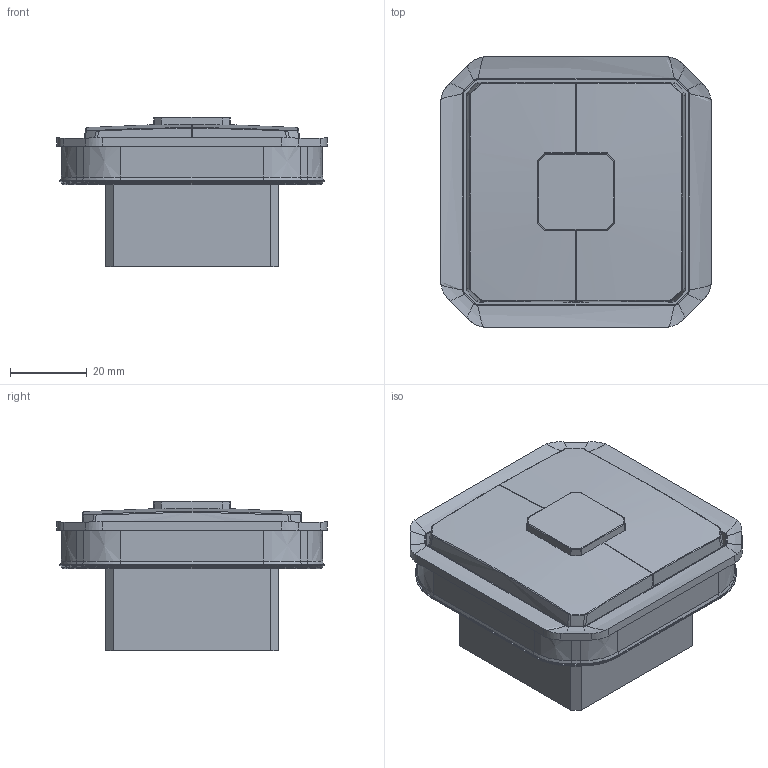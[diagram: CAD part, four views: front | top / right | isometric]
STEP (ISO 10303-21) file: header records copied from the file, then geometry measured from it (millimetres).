
FILE_DESCRIPTION(('CATIA V5 STEP Exchange','CAx-IF Rec.Pracs.--- Model Styling and Organization---1.5--- 2016-08-15','CAx-IF Rec.Pracs.---Supplemental Geometry---1.0---2011-11-01','CAx-IF Rec.Pracs.--- Composite Materials ---1.1---2010-07-15'),'2;1');
FILE_NAME('069538L Volet Roulant.stp','2022-04-01T08:14:04+00:00',('none'),('none'),'CATIA Version 5-6 Release 2020 SP3','CATIA V5 STEP AP214 v2','none');
FILE_SCHEMA(('AUTOMOTIVE_DESIGN { 1 0 10303 214 1 1 1 1 }'));
Length unit declared in the file: millimetre
Products named in the file (1): 069538L
Bounding box: 70.5 x 70.5 x 38.95 mm (x, y, z)
Surface area: 38788.9 mm2 (no closed solid volume)
Topology: 0 solids, 5 shells, 474 faces, 1236 edges, 768 vertices
Faces by surface type: plane 194, bspline 128, cylinder 82, extrusion 32, cone 16, torus 12, sphere 10
Entity records: 14164 total; most frequent: CARTESIAN_POINT 6535, ORIENTED_EDGE 2340, DIRECTION 812, EDGE_CURVE 781, VERTEX_POINT 497, EDGE_LOOP 481, ADVANCED_FACE 474, FACE_OUTER_BOUND 474
